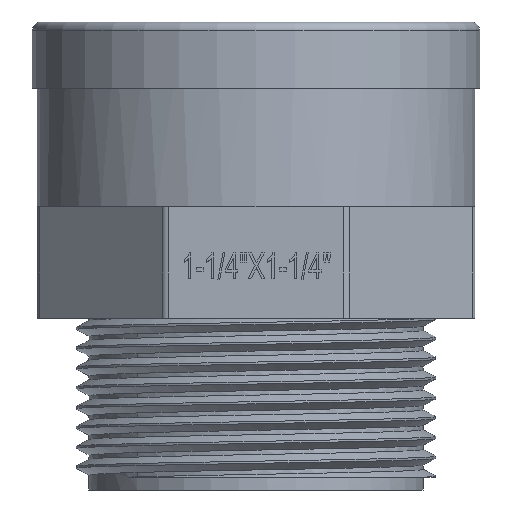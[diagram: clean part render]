
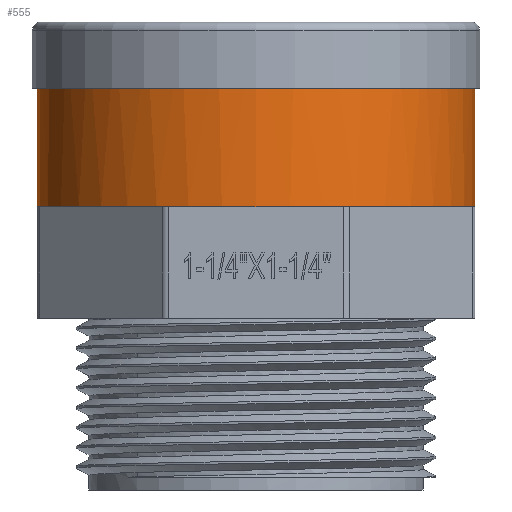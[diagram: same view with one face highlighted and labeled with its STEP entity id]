
A CAD part, front view. The second image highlights one B-rep face of the part: STEP entity #555.
In plain terms, the highlighted cylindrical face has radius 25.5 mm (diameter 51 mm), a full revolution.
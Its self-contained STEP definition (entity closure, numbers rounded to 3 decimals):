
#464=CYLINDRICAL_SURFACE('',#6200,25.5);
#505=CIRCLE('',#6191,25.5);
#506=CIRCLE('',#6192,25.5);
#507=CIRCLE('',#6193,25.5);
#508=CIRCLE('',#6194,25.5);
#509=CIRCLE('',#6195,25.5);
#510=CIRCLE('',#6196,25.5);
#511=CIRCLE('',#6197,25.5);
#512=CIRCLE('',#6198,25.5);
#513=CIRCLE('',#6199,25.5);
#555=ADVANCED_FACE('',(#1863,#1864),#464,.T.);
#1863=FACE_BOUND('',#1953,.T.);
#1864=FACE_BOUND('',#1954,.T.);
#1953=EDGE_LOOP('',(#2599));
#1954=EDGE_LOOP('',(#2600,#2601,#2602,#2603,#2604,#2605,#2606,#2607));
#2599=ORIENTED_EDGE('',*,*,#4954,.T.);
#2600=ORIENTED_EDGE('',*,*,#4955,.T.);
#2601=ORIENTED_EDGE('',*,*,#4956,.T.);
#2602=ORIENTED_EDGE('',*,*,#4957,.T.);
#2603=ORIENTED_EDGE('',*,*,#4958,.T.);
#2604=ORIENTED_EDGE('',*,*,#4959,.T.);
#2605=ORIENTED_EDGE('',*,*,#4960,.T.);
#2606=ORIENTED_EDGE('',*,*,#4961,.T.);
#2607=ORIENTED_EDGE('',*,*,#4962,.T.);
#4128=VERTEX_POINT('',#7756);
#4174=VERTEX_POINT('',#7996);
#4212=VERTEX_POINT('',#8190);
#4339=VERTEX_POINT('',#8786);
#4357=VERTEX_POINT('',#8848);
#4358=VERTEX_POINT('',#8850);
#4359=VERTEX_POINT('',#8853);
#4360=VERTEX_POINT('',#8856);
#4361=VERTEX_POINT('',#8859);
#4954=EDGE_CURVE('',#4357,#4357,#505,.T.);
#4955=EDGE_CURVE('',#4128,#4358,#506,.T.);
#4956=EDGE_CURVE('',#4358,#4174,#507,.T.);
#4957=EDGE_CURVE('',#4174,#4359,#508,.T.);
#4958=EDGE_CURVE('',#4359,#4212,#509,.T.);
#4959=EDGE_CURVE('',#4212,#4360,#510,.T.);
#4960=EDGE_CURVE('',#4360,#4339,#511,.T.);
#4961=EDGE_CURVE('',#4339,#4361,#512,.T.);
#4962=EDGE_CURVE('',#4361,#4128,#513,.T.);
#6191=AXIS2_PLACEMENT_3D('',#8847,#6561,#6562);
#6192=AXIS2_PLACEMENT_3D('',#8849,#6563,#6564);
#6193=AXIS2_PLACEMENT_3D('',#8851,#6565,#6566);
#6194=AXIS2_PLACEMENT_3D('',#8852,#6567,#6568);
#6195=AXIS2_PLACEMENT_3D('',#8854,#6569,#6570);
#6196=AXIS2_PLACEMENT_3D('',#8855,#6571,#6572);
#6197=AXIS2_PLACEMENT_3D('',#8857,#6573,#6574);
#6198=AXIS2_PLACEMENT_3D('',#8858,#6575,#6576);
#6199=AXIS2_PLACEMENT_3D('',#8860,#6577,#6578);
#6200=AXIS2_PLACEMENT_3D('',#8861,#6579,#6580);
#6561=DIRECTION('',(0.,0.,-1.));
#6562=DIRECTION('',(1.,0.,0.));
#6563=DIRECTION('',(0.,0.,1.));
#6564=DIRECTION('',(1.,0.,0.));
#6565=DIRECTION('',(0.,0.,1.));
#6566=DIRECTION('',(1.,0.,0.));
#6567=DIRECTION('',(0.,0.,1.));
#6568=DIRECTION('',(1.,0.,0.));
#6569=DIRECTION('',(0.,0.,1.));
#6570=DIRECTION('',(1.,0.,0.));
#6571=DIRECTION('',(0.,0.,1.));
#6572=DIRECTION('',(1.,0.,0.));
#6573=DIRECTION('',(0.,0.,1.));
#6574=DIRECTION('',(1.,0.,0.));
#6575=DIRECTION('',(0.,0.,1.));
#6576=DIRECTION('',(1.,0.,0.));
#6577=DIRECTION('',(0.,0.,1.));
#6578=DIRECTION('',(1.,0.,0.));
#6579=DIRECTION('',(0.,0.,1.));
#6580=DIRECTION('',(1.,0.,0.));
#7756=CARTESIAN_POINT('',(206.226,-126.496,8.));
#7996=CARTESIAN_POINT('',(180.726,-100.996,8.));
#8190=CARTESIAN_POINT('',(155.226,-126.496,8.));
#8786=CARTESIAN_POINT('',(180.726,-151.996,8.));
#8847=CARTESIAN_POINT('',(180.726,-126.496,28.5));
#8848=CARTESIAN_POINT('',(206.226,-126.496,28.5));
#8849=CARTESIAN_POINT('',(180.726,-126.496,8.));
#8850=CARTESIAN_POINT('',(198.758,-108.465,8.));
#8851=CARTESIAN_POINT('',(180.726,-126.496,8.));
#8852=CARTESIAN_POINT('',(180.726,-126.496,8.));
#8853=CARTESIAN_POINT('',(162.695,-108.465,8.));
#8854=CARTESIAN_POINT('',(180.726,-126.496,8.));
#8855=CARTESIAN_POINT('',(180.726,-126.496,8.));
#8856=CARTESIAN_POINT('',(162.695,-144.527,8.));
#8857=CARTESIAN_POINT('',(180.726,-126.496,8.));
#8858=CARTESIAN_POINT('',(180.726,-126.496,8.));
#8859=CARTESIAN_POINT('',(198.758,-144.527,8.));
#8860=CARTESIAN_POINT('',(180.726,-126.496,8.));
#8861=CARTESIAN_POINT('',(180.726,-126.496,8.));
